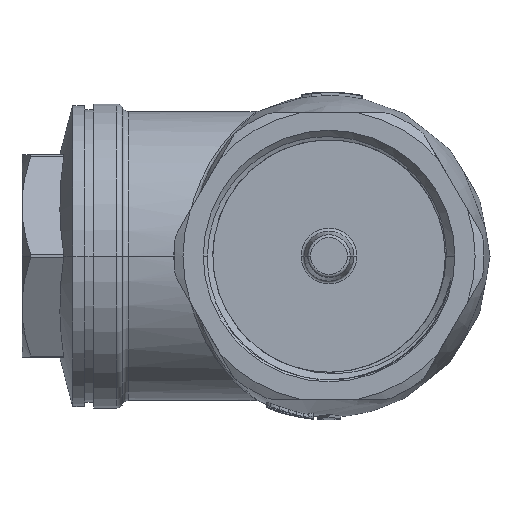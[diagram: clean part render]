
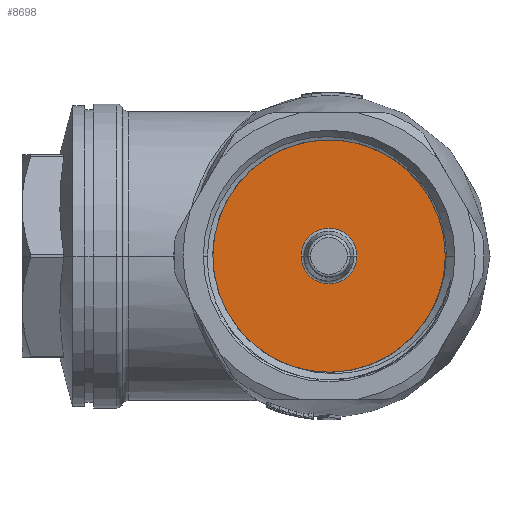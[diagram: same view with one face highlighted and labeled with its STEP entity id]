
A CAD part, left-side view. The second image highlights one B-rep face of the part: STEP entity #8698.
In plain terms, the highlighted face is planar.
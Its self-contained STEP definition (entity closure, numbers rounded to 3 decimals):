
#735=CIRCLE('',#9448,4.674);
#736=CIRCLE('',#9450,4.674);
#772=CIRCLE('',#9513,19.5);
#3868=ORIENTED_EDGE('',*,*,#5239,.F.);
#3869=ORIENTED_EDGE('',*,*,#5240,.F.);
#3870=ORIENTED_EDGE('',*,*,#5307,.T.);
#3871=ORIENTED_EDGE('',*,*,#5300,.F.);
#3872=ORIENTED_EDGE('',*,*,#5311,.T.);
#3873=ORIENTED_EDGE('',*,*,#5310,.F.);
#5239=EDGE_CURVE('',#6134,#6133,#735,.T.);
#5240=EDGE_CURVE('',#6133,#6134,#736,.T.);
#5300=EDGE_CURVE('',#6175,#6176,#6545,.T.);
#5307=EDGE_CURVE('',#6179,#6176,#6549,.T.);
#5310=EDGE_CURVE('',#6179,#6180,#772,.T.);
#5311=EDGE_CURVE('',#6175,#6180,#6550,.T.);
#6133=VERTEX_POINT('',#25348);
#6134=VERTEX_POINT('',#25350);
#6175=VERTEX_POINT('',#25511);
#6176=VERTEX_POINT('',#25516);
#6179=VERTEX_POINT('',#25529);
#6180=VERTEX_POINT('',#25547);
#6545=LINE('',#25515,#6889);
#6549=LINE('',#25528,#6893);
#6550=LINE('',#25550,#6894);
#6889=VECTOR('',#11273,1000.);
#6893=VECTOR('',#11289,1000.);
#6894=VECTOR('',#11296,1000.);
#7449=EDGE_LOOP('',(#3868,#3869));
#7450=EDGE_LOOP('',(#3870,#3871,#3872,#3873));
#8018=FACE_BOUND('',#7449,.T.);
#8019=FACE_BOUND('',#7450,.T.);
#8189=PLANE('',#9514);
#8698=ADVANCED_FACE('',(#8018,#8019),#8189,.T.);
#9448=AXIS2_PLACEMENT_3D('',#25351,#11134,#11135);
#9450=AXIS2_PLACEMENT_3D('',#25353,#11138,#11139);
#9513=AXIS2_PLACEMENT_3D('',#25548,#11292,#11293);
#9514=AXIS2_PLACEMENT_3D('',#25549,#11294,#11295);
#11134=DIRECTION('',(0.,0.,-1.));
#11135=DIRECTION('',(0.,-1.,0.));
#11138=DIRECTION('',(0.,0.,-1.));
#11139=DIRECTION('',(0.,1.,0.));
#11273=DIRECTION('',(-1.,0.,0.));
#11289=DIRECTION('',(0.,1.,0.));
#11292=DIRECTION('',(0.,0.,1.));
#11293=DIRECTION('',(-0.167,0.986,0.));
#11294=DIRECTION('',(0.,0.,-1.));
#11295=DIRECTION('',(0.,-1.,0.));
#11296=DIRECTION('',(0.,-1.,0.));
#25348=CARTESIAN_POINT('',(0.,4.674,-6.));
#25350=CARTESIAN_POINT('',(0.,-4.674,-6.));
#25351=CARTESIAN_POINT('',(0.,0.,-6.));
#25353=CARTESIAN_POINT('',(0.,0.,-6.));
#25511=CARTESIAN_POINT('',(3.25,20.254,-6.));
#25515=CARTESIAN_POINT('',(3.25,20.254,-6.));
#25516=CARTESIAN_POINT('',(-3.25,20.254,-6.));
#25528=CARTESIAN_POINT('',(-3.25,19.227,-6.));
#25529=CARTESIAN_POINT('',(-3.25,19.227,-6.));
#25547=CARTESIAN_POINT('',(3.25,19.227,-6.));
#25548=CARTESIAN_POINT('',(0.,0.,-6.));
#25549=CARTESIAN_POINT('',(0.,0.,-6.));
#25550=CARTESIAN_POINT('',(3.25,20.254,-6.));
